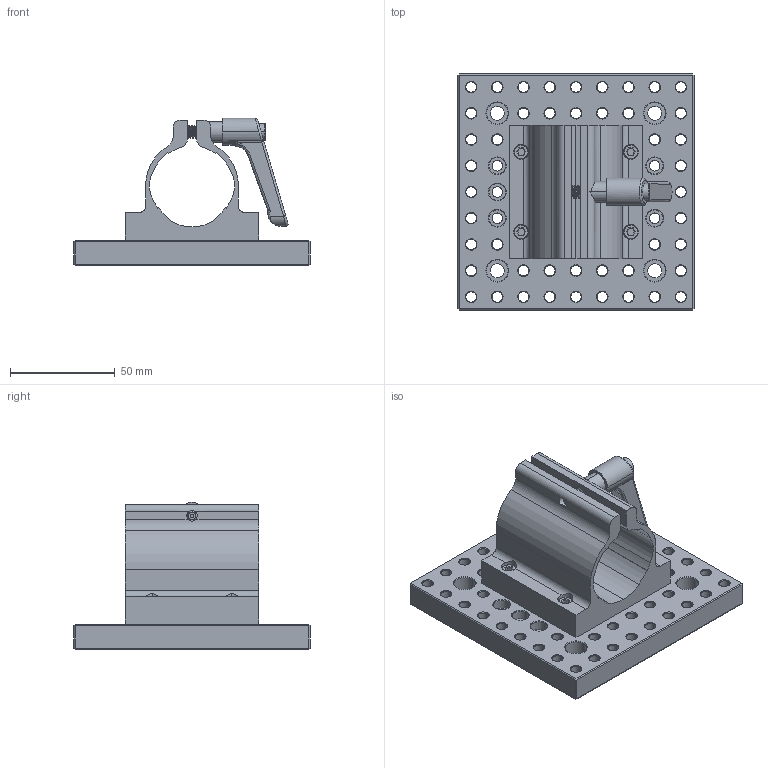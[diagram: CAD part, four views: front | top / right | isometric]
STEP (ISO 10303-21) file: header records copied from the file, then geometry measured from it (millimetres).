
FILE_DESCRIPTION (( 'STEP AP214' ), '1' );
FILE_NAME ('TTN038323-E0W.STEP', '2015-11-09T15:27:18', ( '' ), ( '' ), 'SwSTEP 2.0', 'SolidWorks 2014', '' );
FILE_SCHEMA (( 'AUTOMOTIVE_DESIGN' ));
Length unit declared in the file: inch
Products named in the file (1): TTN038323-E0W
Bounding box: 112.47 x 112.47 x 70.23 mm (x, y, z)
Volume: 206411.6 mm3; surface area: 73951.2 mm2
Topology: 7 solids, 7 shells, 817 faces, 1915 edges, 1132 vertices
Faces by surface type: cone 362, cylinder 288, plane 148, bspline 13, torus 6
Entity records: 37439 total; most frequent: CARTESIAN_POINT 7333, DIRECTION 4338, ORIENTED_EDGE 3822, EDGE_CURVE 1911, AXIS2_PLACEMENT_3D 1712, VERTEX_POINT 1132, EDGE_LOOP 1023, LINE 914
